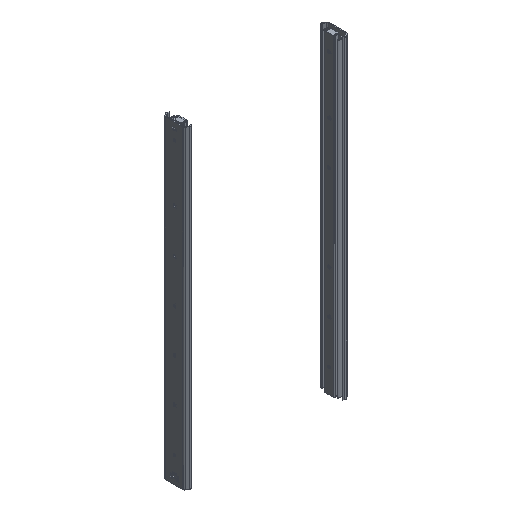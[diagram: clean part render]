
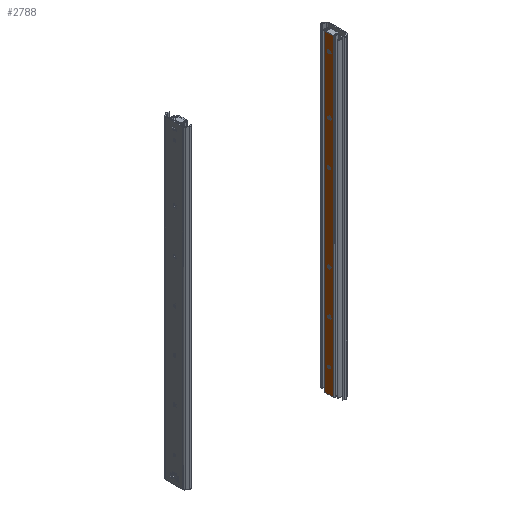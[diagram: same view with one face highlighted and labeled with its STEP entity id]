
A CAD part, isometric view. The second image highlights one B-rep face of the part: STEP entity #2788.
In plain terms, the highlighted face is planar.
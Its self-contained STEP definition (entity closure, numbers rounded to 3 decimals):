
#140=FACE_BOUND('',#497,.T.);
#141=FACE_BOUND('',#498,.T.);
#142=FACE_BOUND('',#499,.T.);
#143=FACE_BOUND('',#500,.T.);
#144=FACE_BOUND('',#501,.T.);
#145=FACE_BOUND('',#502,.T.);
#208=PLANE('',#3175);
#334=FACE_OUTER_BOUND('',#496,.T.);
#496=EDGE_LOOP('',(#2443,#2444,#2445,#2446));
#497=EDGE_LOOP('',(#2447));
#498=EDGE_LOOP('',(#2448));
#499=EDGE_LOOP('',(#2449));
#500=EDGE_LOOP('',(#2450));
#501=EDGE_LOOP('',(#2451));
#502=EDGE_LOOP('',(#2452));
#741=LINE('',#4796,#983);
#743=LINE('',#4822,#985);
#744=LINE('',#4824,#986);
#745=LINE('',#4825,#987);
#983=VECTOR('',#3910,10.);
#985=VECTOR('',#3922,10.);
#986=VECTOR('',#3923,10.);
#987=VECTOR('',#3924,10.);
#1097=CIRCLE('',#3137,2.9);
#1099=CIRCLE('',#3141,2.9);
#1101=CIRCLE('',#3145,2.9);
#1103=CIRCLE('',#3149,2.9);
#1105=CIRCLE('',#3153,2.9);
#1106=CIRCLE('',#3155,2.9);
#1336=VERTEX_POINT('',#4703);
#1338=VERTEX_POINT('',#4711);
#1340=VERTEX_POINT('',#4719);
#1342=VERTEX_POINT('',#4727);
#1344=VERTEX_POINT('',#4735);
#1345=VERTEX_POINT('',#4739);
#1359=VERTEX_POINT('',#4793);
#1360=VERTEX_POINT('',#4795);
#1366=VERTEX_POINT('',#4821);
#1367=VERTEX_POINT('',#4823);
#1685=EDGE_CURVE('',#1336,#1336,#1097,.T.);
#1689=EDGE_CURVE('',#1338,#1338,#1099,.T.);
#1693=EDGE_CURVE('',#1340,#1340,#1101,.T.);
#1697=EDGE_CURVE('',#1342,#1342,#1103,.T.);
#1701=EDGE_CURVE('',#1344,#1344,#1105,.T.);
#1703=EDGE_CURVE('',#1345,#1345,#1106,.T.);
#1725=EDGE_CURVE('',#1359,#1360,#741,.T.);
#1732=EDGE_CURVE('',#1359,#1366,#743,.T.);
#1733=EDGE_CURVE('',#1367,#1366,#744,.T.);
#1734=EDGE_CURVE('',#1367,#1360,#745,.T.);
#2443=ORIENTED_EDGE('',*,*,#1725,.F.);
#2444=ORIENTED_EDGE('',*,*,#1732,.T.);
#2445=ORIENTED_EDGE('',*,*,#1733,.F.);
#2446=ORIENTED_EDGE('',*,*,#1734,.T.);
#2447=ORIENTED_EDGE('',*,*,#1703,.T.);
#2448=ORIENTED_EDGE('',*,*,#1701,.T.);
#2449=ORIENTED_EDGE('',*,*,#1697,.T.);
#2450=ORIENTED_EDGE('',*,*,#1693,.T.);
#2451=ORIENTED_EDGE('',*,*,#1685,.T.);
#2452=ORIENTED_EDGE('',*,*,#1689,.T.);
#2788=ADVANCED_FACE('',(#334,#140,#141,#142,#143,#144,#145),#208,.T.);
#3137=AXIS2_PLACEMENT_3D('',#4704,#3821,#3822);
#3141=AXIS2_PLACEMENT_3D('',#4712,#3831,#3832);
#3145=AXIS2_PLACEMENT_3D('',#4720,#3841,#3842);
#3149=AXIS2_PLACEMENT_3D('',#4728,#3851,#3852);
#3153=AXIS2_PLACEMENT_3D('',#4736,#3861,#3862);
#3155=AXIS2_PLACEMENT_3D('',#4740,#3866,#3867);
#3175=AXIS2_PLACEMENT_3D('',#4820,#3920,#3921);
#3821=DIRECTION('center_axis',(-1.,0.,0.));
#3822=DIRECTION('ref_axis',(0.,0.,1.));
#3831=DIRECTION('center_axis',(-1.,0.,0.));
#3832=DIRECTION('ref_axis',(0.,0.,1.));
#3841=DIRECTION('center_axis',(-1.,0.,0.));
#3842=DIRECTION('ref_axis',(0.,0.,1.));
#3851=DIRECTION('center_axis',(-1.,0.,0.));
#3852=DIRECTION('ref_axis',(0.,0.,1.));
#3861=DIRECTION('center_axis',(-1.,0.,0.));
#3862=DIRECTION('ref_axis',(0.,0.,1.));
#3866=DIRECTION('center_axis',(-1.,0.,0.));
#3867=DIRECTION('ref_axis',(0.,0.,1.));
#3910=DIRECTION('',(0.,1.,0.));
#3920=DIRECTION('center_axis',(1.,0.,0.));
#3921=DIRECTION('ref_axis',(0.,-1.,0.));
#3922=DIRECTION('',(0.,0.,-1.));
#3923=DIRECTION('',(0.,-1.,0.));
#3924=DIRECTION('',(0.,0.,1.));
#4703=CARTESIAN_POINT('',(8.,0.,-37.9));
#4704=CARTESIAN_POINT('Origin',(8.,0.,-35.));
#4711=CARTESIAN_POINT('',(8.,0.,-165.9));
#4712=CARTESIAN_POINT('Origin',(8.,0.,-163.));
#4719=CARTESIAN_POINT('',(8.,0.,-261.9));
#4720=CARTESIAN_POINT('Origin',(8.,0.,-259.));
#4727=CARTESIAN_POINT('',(8.,0.,-453.9));
#4728=CARTESIAN_POINT('Origin',(8.,0.,-451.));
#4735=CARTESIAN_POINT('',(8.,0.,-549.9));
#4736=CARTESIAN_POINT('Origin',(8.,0.,-547.));
#4739=CARTESIAN_POINT('',(8.,0.,-645.9));
#4740=CARTESIAN_POINT('Origin',(8.,0.,-643.));
#4793=CARTESIAN_POINT('',(8.,-9.7,0.));
#4795=CARTESIAN_POINT('',(8.,9.7,0.));
#4796=CARTESIAN_POINT('',(8.,-11.283,0.));
#4820=CARTESIAN_POINT('Origin',(8.,11.283,0.));
#4821=CARTESIAN_POINT('',(8.,-9.7,-697.));
#4822=CARTESIAN_POINT('',(8.,-9.7,0.));
#4823=CARTESIAN_POINT('',(8.,9.7,-697.));
#4824=CARTESIAN_POINT('',(8.,-11.283,-697.));
#4825=CARTESIAN_POINT('',(8.,9.7,0.));
